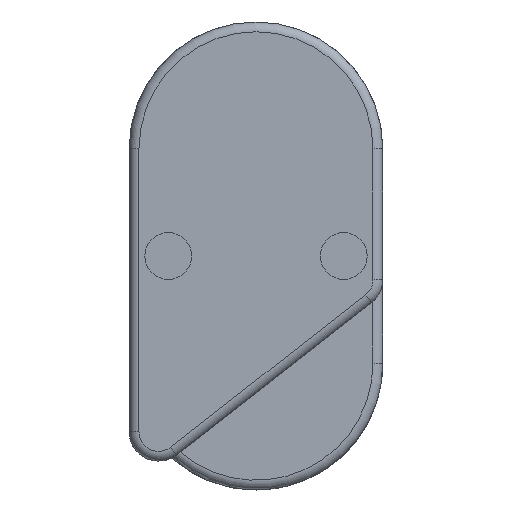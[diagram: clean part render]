
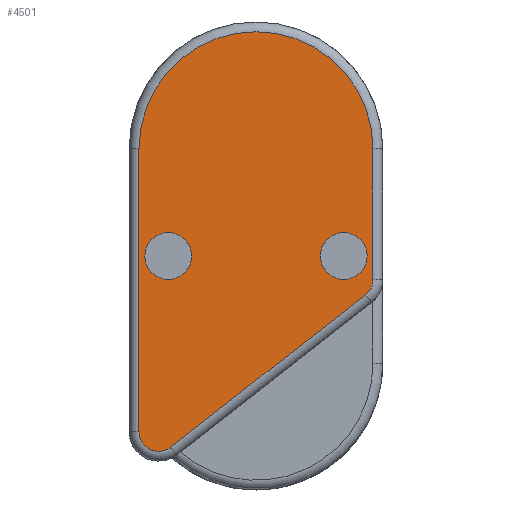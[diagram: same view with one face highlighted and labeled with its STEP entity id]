
A CAD part, left-side view. The second image highlights one B-rep face of the part: STEP entity #4501.
In plain terms, the highlighted planar face has unit normal (-1, 0, 0).
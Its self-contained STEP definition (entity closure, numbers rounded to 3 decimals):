
#304=FACE_BOUND('',#963,.T.);
#305=FACE_BOUND('',#964,.T.);
#356=PLANE('',#5106);
#676=FACE_OUTER_BOUND('',#962,.T.);
#962=EDGE_LOOP('',(#4070,#4071,#4072,#4073,#4074,#4075));
#963=EDGE_LOOP('',(#4076));
#964=EDGE_LOOP('',(#4077));
#1188=LINE('',#11604,#1407);
#1189=LINE('',#11608,#1408);
#1190=LINE('',#11611,#1409);
#1407=VECTOR('',#6435,10.);
#1408=VECTOR('',#6438,10.);
#1409=VECTOR('',#6441,10.);
#1695=CIRCLE('',#5099,2.4);
#1697=CIRCLE('',#5102,2.4);
#1699=CIRCLE('',#5107,2.);
#1700=CIRCLE('',#5108,2.);
#1701=CIRCLE('',#5109,12.);
#2110=VERTEX_POINT('',#11586);
#2112=VERTEX_POINT('',#11592);
#2114=VERTEX_POINT('',#11600);
#2115=VERTEX_POINT('',#11601);
#2116=VERTEX_POINT('',#11603);
#2117=VERTEX_POINT('',#11605);
#2118=VERTEX_POINT('',#11607);
#2119=VERTEX_POINT('',#11609);
#2764=EDGE_CURVE('',#2110,#2110,#1695,.T.);
#2767=EDGE_CURVE('',#2112,#2112,#1697,.T.);
#2770=EDGE_CURVE('',#2114,#2115,#1699,.T.);
#2771=EDGE_CURVE('',#2116,#2114,#1188,.T.);
#2772=EDGE_CURVE('',#2117,#2116,#1700,.T.);
#2773=EDGE_CURVE('',#2118,#2117,#1189,.T.);
#2774=EDGE_CURVE('',#2119,#2118,#1701,.T.);
#2775=EDGE_CURVE('',#2115,#2119,#1190,.T.);
#4070=ORIENTED_EDGE('',*,*,#2770,.F.);
#4071=ORIENTED_EDGE('',*,*,#2771,.F.);
#4072=ORIENTED_EDGE('',*,*,#2772,.F.);
#4073=ORIENTED_EDGE('',*,*,#2773,.F.);
#4074=ORIENTED_EDGE('',*,*,#2774,.F.);
#4075=ORIENTED_EDGE('',*,*,#2775,.F.);
#4076=ORIENTED_EDGE('',*,*,#2767,.T.);
#4077=ORIENTED_EDGE('',*,*,#2764,.T.);
#4501=ADVANCED_FACE('',(#676,#304,#305),#356,.T.);
#5099=AXIS2_PLACEMENT_3D('',#11587,#6415,#6416);
#5102=AXIS2_PLACEMENT_3D('',#11593,#6422,#6423);
#5106=AXIS2_PLACEMENT_3D('',#11599,#6431,#6432);
#5107=AXIS2_PLACEMENT_3D('',#11602,#6433,#6434);
#5108=AXIS2_PLACEMENT_3D('',#11606,#6436,#6437);
#5109=AXIS2_PLACEMENT_3D('',#11610,#6439,#6440);
#6415=DIRECTION('center_axis',(1.,0.,0.));
#6416=DIRECTION('ref_axis',(0.,0.,1.));
#6422=DIRECTION('center_axis',(1.,0.,0.));
#6423=DIRECTION('ref_axis',(0.,0.,1.));
#6431=DIRECTION('center_axis',(-1.,0.,0.));
#6432=DIRECTION('ref_axis',(0.,0.,1.));
#6433=DIRECTION('center_axis',(1.,0.,0.));
#6434=DIRECTION('ref_axis',(0.,0.438,-0.899));
#6435=DIRECTION('',(0.,0.788,-0.616));
#6436=DIRECTION('center_axis',(1.,0.,0.));
#6437=DIRECTION('ref_axis',(0.,-0.899,-0.438));
#6438=DIRECTION('',(0.,0.,-1.));
#6439=DIRECTION('center_axis',(1.,0.,0.));
#6440=DIRECTION('ref_axis',(0.,0.,
1.));
#6441=DIRECTION('',(0.,0.,1.));
#11586=CARTESIAN_POINT('',(4.5,-9.,21.6));
#11587=CARTESIAN_POINT('Origin',(4.5,-9.,24.));
#11592=CARTESIAN_POINT('',(4.5,9.,21.6));
#11593=CARTESIAN_POINT('Origin',(4.5,9.,24.));
#11599=CARTESIAN_POINT('Origin',(4.5,0.,23.906));
#11600=CARTESIAN_POINT('',(4.5,8.769,4.387));
#11601=CARTESIAN_POINT('',(4.5,12.,5.963));
#11602=CARTESIAN_POINT('Origin',(4.5,10.,5.963));
#11603=CARTESIAN_POINT('',(4.5,-11.231,20.012));
#11604=CARTESIAN_POINT('',(4.5,3.735,8.319));
#11605=CARTESIAN_POINT('',(4.5,-12.,21.588));
#11606=CARTESIAN_POINT('Origin',(4.5,-10.,21.588));
#11607=CARTESIAN_POINT('',(4.5,-12.,35.));
#11608=CARTESIAN_POINT('',(4.5,-12.,29.453));
#11609=CARTESIAN_POINT('',(4.5,12.,35.));
#11610=CARTESIAN_POINT('Origin',(4.5,0.,35.));
#11611=CARTESIAN_POINT('',(4.5,12.,18.453));
